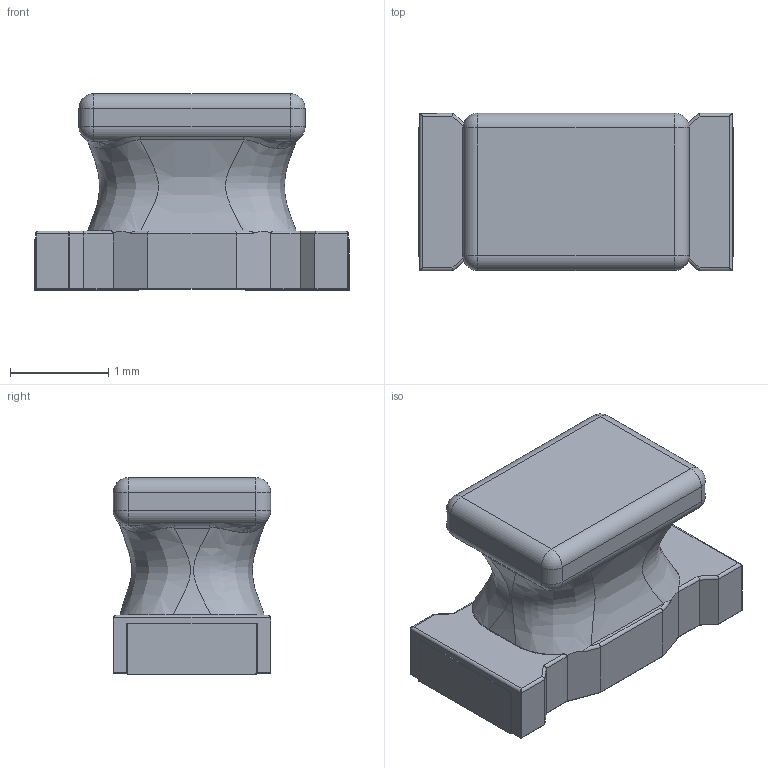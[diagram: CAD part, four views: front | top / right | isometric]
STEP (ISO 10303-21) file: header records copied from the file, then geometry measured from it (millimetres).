
FILE_DESCRIPTION(/* description */ (''),/* implementation_level */ '2;1');
FILE_NAME(/* name */ 'Murata - LQH31.step',/* time_stamp */ '2019-12-02T17:17:44+00:00',/* author */ (''),/* organization */ (''),/* preprocessor_version */ 'ST-DEVELOPER v18',/* originating_system */ 'Autodesk Translation Framework v8.12.0.6',/* authorisation */ '');
FILE_SCHEMA (('AUTOMOTIVE_DESIGN { 1 0 10303 214 3 1 1 }'));
Length unit declared in the file: millimetre
Products named in the file (1): Murata - LQH31
Bounding box: 3.2 x 1.6 x 2 mm (x, y, z)
Volume: 6.7 mm3; surface area: 25.2 mm2
Topology: 1 solids, 1 shells, 240 faces, 608 edges, 370 vertices
Faces by surface type: plane 109, cylinder 68, bspline 43, sphere 14, torus 6
Entity records: 9472 total; most frequent: CARTESIAN_POINT 3846, ORIENTED_EDGE 1216, DIRECTION 1034, EDGE_CURVE 608, VERTEX_POINT 370, LINE 366, VECTOR 366, AXIS2_PLACEMENT_3D 334
